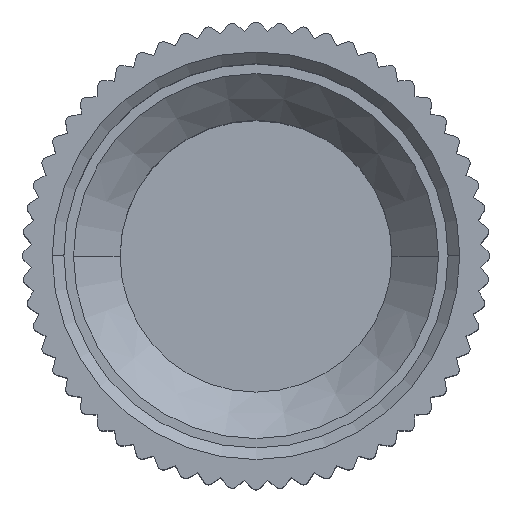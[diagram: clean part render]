
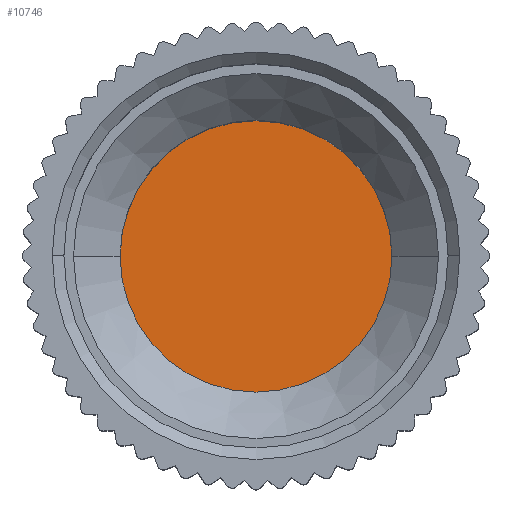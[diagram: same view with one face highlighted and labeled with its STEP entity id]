
A CAD part, top view. The second image highlights one B-rep face of the part: STEP entity #10746.
In plain terms, the highlighted planar face has unit normal (0, 0, 1).
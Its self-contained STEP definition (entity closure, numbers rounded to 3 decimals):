
#1262 = VERTEX_POINT ( 'NONE', #12629 ) ;
#1344 = CARTESIAN_POINT ( 'NONE',  ( -20., 116.734, 145.759 ) ) ;
#1791 = FACE_OUTER_BOUND ( 'NONE', #3190, .T. ) ;
#1937 = CIRCLE ( 'NONE', #10147, 5.836 ) ;
#2704 = DIRECTION ( 'NONE',  ( 0., 0., 1. ) ) ;
#3142 = DIRECTION ( 'NONE',  ( 0., 0., -1. ) ) ;
#3190 = EDGE_LOOP ( 'NONE', ( #12815, #3878 ) ) ;
#3878 = ORIENTED_EDGE ( 'NONE', *, *, #10642, .T. ) ;
#4139 = PLANE ( 'NONE',  #6385 ) ;
#4813 = EDGE_CURVE ( 'NONE', #1262, #11355, #1937, .T. ) ;
#5143 = CARTESIAN_POINT ( 'NONE',  ( -20., 110.898, 145.759 ) ) ;
#5170 = AXIS2_PLACEMENT_3D ( 'NONE', #1344, #2704, #10658 ) ;
#6385 = AXIS2_PLACEMENT_3D ( 'NONE', #7673, #3142, #14439 ) ;
#7673 = CARTESIAN_POINT ( 'NONE',  ( -20., 116.734, 145.759 ) ) ;
#8577 = DIRECTION ( 'NONE',  ( 0., 0., 1. ) ) ;
#9720 = CARTESIAN_POINT ( 'NONE',  ( -20., 116.734, 145.759 ) ) ;
#10147 = AXIS2_PLACEMENT_3D ( 'NONE', #9720, #8577, #14355 ) ;
#10642 = EDGE_CURVE ( 'NONE', #11355, #1262, #11700, .T. ) ;
#10658 = DIRECTION ( 'NONE',  ( 0., 1., 0. ) ) ;
#10746 = ADVANCED_FACE ( 'NONE', ( #1791 ), #4139, .F. ) ;
#11355 = VERTEX_POINT ( 'NONE', #5143 ) ;
#11700 = CIRCLE ( 'NONE', #5170, 5.836 ) ;
#12629 = CARTESIAN_POINT ( 'NONE',  ( -20., 122.57, 145.759 ) ) ;
#12815 = ORIENTED_EDGE ( 'NONE', *, *, #4813, .T. ) ;
#14355 = DIRECTION ( 'NONE',  ( 0., 1., 0. ) ) ;
#14439 = DIRECTION ( 'NONE',  ( 0., 1., 0. ) ) ;
